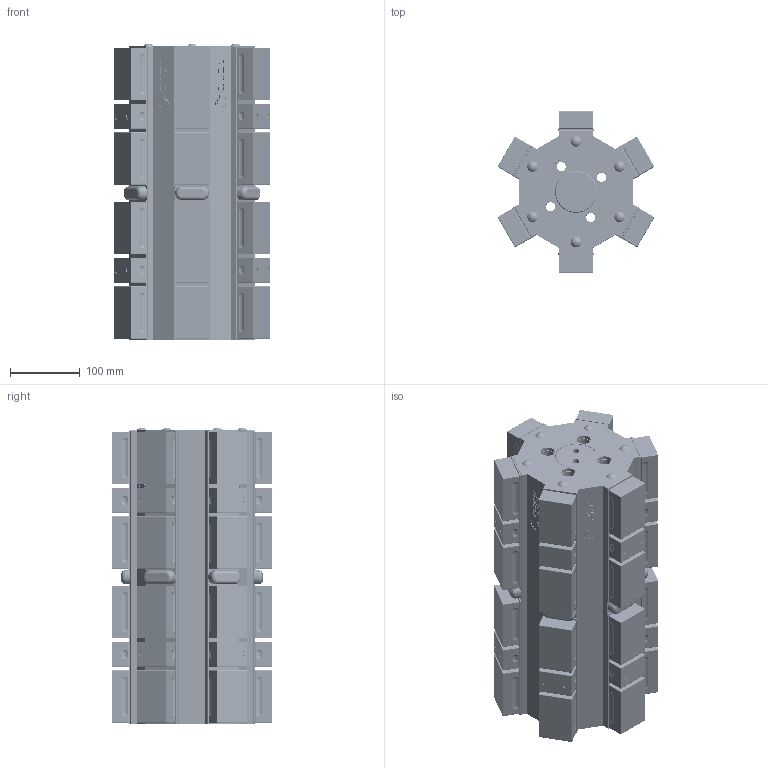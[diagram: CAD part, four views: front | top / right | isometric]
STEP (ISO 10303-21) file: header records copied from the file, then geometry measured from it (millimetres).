
FILE_DESCRIPTION((''),'2;1');
FILE_NAME('082-6202.stp','2015-03-12T09:43:22',('Dayne Stauffer'),(''),'Autodesk Inventor 2013','Autodesk Inventor 2013','');
FILE_SCHEMA(('AUTOMOTIVE_DESIGN { 1 0 10303 214 1 1 1 1 }'));
Length unit declared in the file: millimetre
Products named in the file (6): 082-6202; 082-6212; 080-0313-21; 080-2500; 080-2551; 080-2511
Assembly tree (28 placements, depth 3):
  082-6202
    082-6212
    080-0313-21  x12
    080-2500  x12
      080-2551
      080-2511
Bounding box: 223.3 x 230 x 424 mm (x, y, z)
Volume: 10945083.5 mm3; surface area: 1275761.8 mm2
Topology: 49 solids, 121 shells, 5361 faces, 12845 edges, 8013 vertices
Faces by surface type: plane 1978, bspline 1339, cylinder 1239, sphere 462, torus 240, cone 103
Full cylindrical faces by diameter (mm): 4.134 x72, 5.2 x24, 6.647 x2, 9.14 x24, 9.65 x48, 9.8 x2, 10 x96, 10.106 x6, 12.7 x72, 13.5 x5, 14 x72, 18.09 x2, 18.5 x4, 20 x4, 49.9 x1, 59.98 x1
Entity records: 60580 total; most frequent: CARTESIAN_POINT 16532, ORIENTED_EDGE 8260, DIRECTION 8043, EDGE_CURVE 4130, VERTEX_POINT 2921, AXIS2_PLACEMENT_3D 2908, EDGE_LOOP 2809, VECTOR 2227
